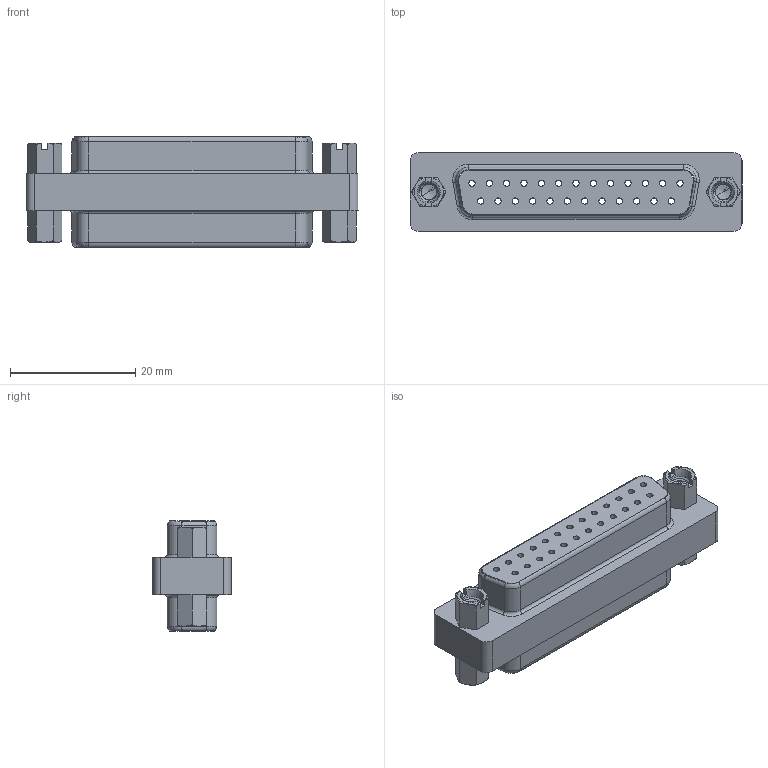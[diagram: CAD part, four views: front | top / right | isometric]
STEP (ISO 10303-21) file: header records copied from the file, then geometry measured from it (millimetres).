
FILE_DESCRIPTION(('CATIA V5 STEP Exchange','CAx-IF Rec.Pracs.--- Model Styling and Organization---1.4--- 2014-01-23'),'2;1');
FILE_NAME ('015961-1_1', '2019-10-17T11:40:33+00:00', ('none'), ('Weidmueller'), 'CATIA Version 5-6 Release 2016 SP3 HF44', 'CATIA V5 STEP AP214', 'none');
FILE_SCHEMA(('AUTOMOTIVE_DESIGN { 1 0 10303 214 1 1 1 1 }'));
Length unit declared in the file: millimetre
Products named in the file (1): 1556290000
Bounding box: 53.05 x 12.55 x 17.6 mm (x, y, z)
Volume: 7234.6 mm3; surface area: 8156.3 mm2
Topology: 2 solids, 2 shells, 336 faces, 912 edges, 588 vertices
Faces by surface type: cylinder 160, plane 88, bspline 34, torus 30, cone 24
Entity records: 20459 total; most frequent: CARTESIAN_POINT 12788, ORIENTED_EDGE 1816, DIRECTION 1123, EDGE_CURVE 908, VERTEX_POINT 588, AXIS2_PLACEMENT_3D 535, EDGE_LOOP 404, VECTOR 339
